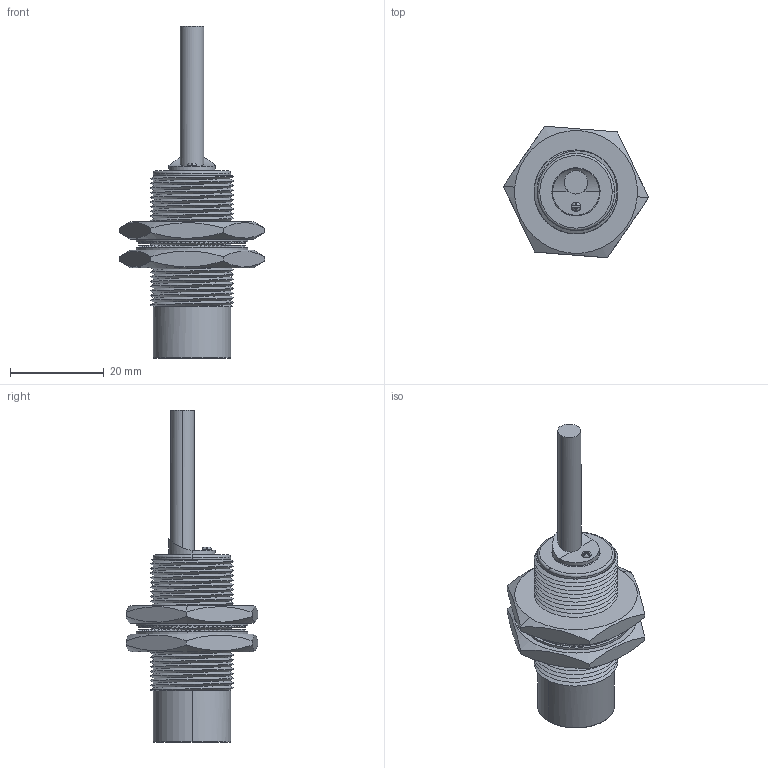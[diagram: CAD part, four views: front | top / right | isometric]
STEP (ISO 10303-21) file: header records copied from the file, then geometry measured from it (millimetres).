
FILE_DESCRIPTION (( 'STEP AP203' ), '1' );
FILE_NAME ('TSN18-08.STEP', '2018-12-17T09:43:04', ( '' ), ( '' ), 'SwSTEP 2.0', 'SolidWorks 2016', '' );
FILE_SCHEMA (( 'CONFIG_CONTROL_DESIGN' ));
Length unit declared in the file: millimetre
Products named in the file (3): TSN18-08; 18湍喘蹟譫; TLN18-16
Assembly tree (2 placements, depth 2):
  TSN18-08
    TLN18-16
    18湍喘蹟譫
Bounding box: 31.08 x 28.14 x 71 mm (x, y, z)
Volume: 13085.5 mm3; surface area: 7537.4 mm2
Topology: 3 solids, 3 shells, 954 faces, 2374 edges, 1576 vertices
Faces by surface type: plane 905, cylinder 23, cone 16, bspline 8, torus 2
Entity records: 31589 total; most frequent: CARTESIAN_POINT 8547, ORIENTED_EDGE 4748, DIRECTION 4298, EDGE_CURVE 2374, VECTOR 2232, LINE 2232, VERTEX_POINT 1576, EDGE_LOOP 1108
